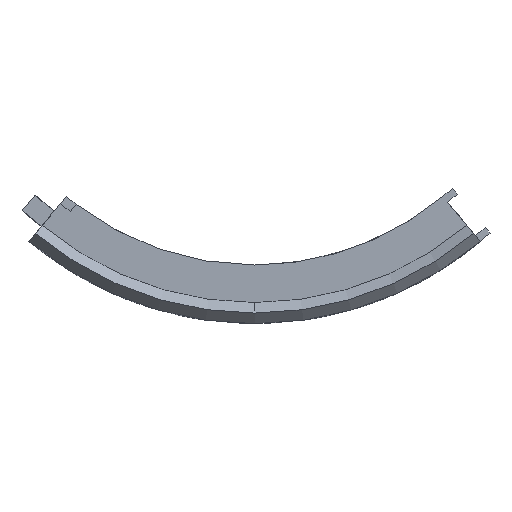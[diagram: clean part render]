
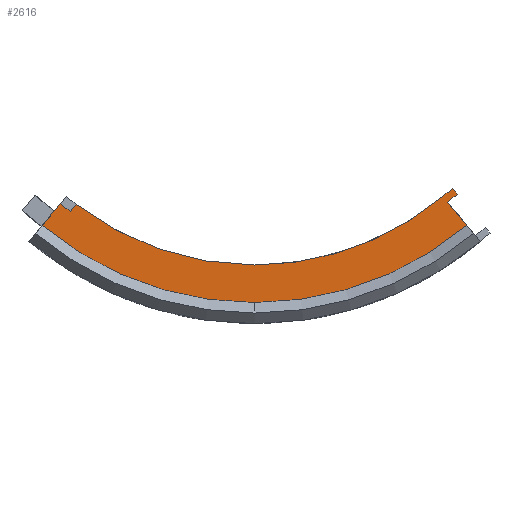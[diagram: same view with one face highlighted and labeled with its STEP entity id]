
A CAD part, front view. The second image highlights one B-rep face of the part: STEP entity #2616.
In plain terms, the highlighted planar face has unit normal (0, -1, 0).
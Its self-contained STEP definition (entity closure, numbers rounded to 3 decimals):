
#12 = EDGE_CURVE ( 'NONE', #2584, #3110, #2195, .T. ) ;
#26 = ORIENTED_EDGE ( 'NONE', *, *, #958, .F. ) ;
#133 = CARTESIAN_POINT ( 'NONE',  ( 0., -5., -79. ) ) ;
#154 = DIRECTION ( 'NONE',  ( 0., -1., 0. ) ) ;
#155 = PLANE ( 'NONE',  #1137 ) ;
#363 = EDGE_CURVE ( 'NONE', #2523, #733, #4064, .T. ) ;
#402 = AXIS2_PLACEMENT_3D ( 'NONE', #2431, #2079, #2471 ) ;
#527 = DIRECTION ( 'NONE',  ( -0.766, 0., 0.643 ) ) ;
#564 = CARTESIAN_POINT ( 'NONE',  ( 0., -5., 0. ) ) ;
#574 = AXIS2_PLACEMENT_3D ( 'NONE', #3142, #2792, #3508 ) ;
#593 = ORIENTED_EDGE ( 'NONE', *, *, #363, .T. ) ;
#703 = CARTESIAN_POINT ( 'NONE',  ( 47.293, -5., -51.695 ) ) ;
#714 = AXIS2_PLACEMENT_3D ( 'NONE', #3507, #154, #4145 ) ;
#733 = VERTEX_POINT ( 'NONE', #2707 ) ;
#869 = VERTEX_POINT ( 'NONE', #2245 ) ;
#922 = DIRECTION ( 'NONE',  ( -0.766, 0., -0.643 ) ) ;
#935 = VERTEX_POINT ( 'NONE', #2859 ) ;
#958 = EDGE_CURVE ( 'NONE', #2724, #2790, #4123, .T. ) ;
#1017 = EDGE_CURVE ( 'NONE', #2584, #869, #2769, .T. ) ;
#1038 = CIRCLE ( 'NONE', #402, 79. ) ;
#1084 = CARTESIAN_POINT ( 'NONE',  ( -44.995, -5., -53.623 ) ) ;
#1112 = CARTESIAN_POINT ( 'NONE',  ( 47.293, -5., -51.695 ) ) ;
#1137 = AXIS2_PLACEMENT_3D ( 'NONE', #1260, #1637, #2877 ) ;
#1147 = DIRECTION ( 'NONE',  ( -0.643, 0., -0.766 ) ) ;
#1161 = CARTESIAN_POINT ( 'NONE',  ( 48.45, -5., -53.074 ) ) ;
#1176 = EDGE_CURVE ( 'NONE', #2411, #1780, #2672, .T. ) ;
#1182 = ORIENTED_EDGE ( 'NONE', *, *, #1176, .F. ) ;
#1195 = DIRECTION ( 'NONE',  ( 0.643, 0., 0.766 ) ) ;
#1206 = ORIENTED_EDGE ( 'NONE', *, *, #2058, .F. ) ;
#1207 = CARTESIAN_POINT ( 'NONE',  ( 44.995, -5., -53.623 ) ) ;
#1224 = VECTOR ( 'NONE', #4147, 1000. ) ;
#1256 = CARTESIAN_POINT ( 'NONE',  ( -50.78, -5., -60.518 ) ) ;
#1260 = CARTESIAN_POINT ( 'NONE',  ( -44.995, -5., -53.623 ) ) ;
#1277 = CIRCLE ( 'NONE', #574, 70. ) ;
#1344 = EDGE_CURVE ( 'NONE', #2724, #1780, #3961, .T. ) ;
#1537 = AXIS2_PLACEMENT_3D ( 'NONE', #564, #3240, #1950 ) ;
#1558 = ORIENTED_EDGE ( 'NONE', *, *, #2512, .F. ) ;
#1637 = DIRECTION ( 'NONE',  ( 0., -1., 0. ) ) ;
#1668 = EDGE_CURVE ( 'NONE', #3110, #1883, #3378, .T. ) ;
#1698 = VECTOR ( 'NONE', #922, 1000. ) ;
#1732 = DIRECTION ( 'NONE',  ( -0.766, 0., -0.643 ) ) ;
#1762 = CARTESIAN_POINT ( 'NONE',  ( 44.995, -5., -53.623 ) ) ;
#1780 = VERTEX_POINT ( 'NONE', #1762 ) ;
#1796 = DIRECTION ( 'NONE',  ( 0.643, 0., -0.766 ) ) ;
#1883 = VERTEX_POINT ( 'NONE', #1256 ) ;
#1892 = ORIENTED_EDGE ( 'NONE', *, *, #1344, .T. ) ;
#1950 = DIRECTION ( 'NONE',  ( 0., 0., -1. ) ) ;
#2043 = ORIENTED_EDGE ( 'NONE', *, *, #3022, .F. ) ;
#2058 = EDGE_CURVE ( 'NONE', #935, #733, #3172, .T. ) ;
#2079 = DIRECTION ( 'NONE',  ( 0., -1., 0. ) ) ;
#2105 = LINE ( 'NONE', #1161, #2532 ) ;
#2195 = LINE ( 'NONE', #2462, #2558 ) ;
#2245 = CARTESIAN_POINT ( 'NONE',  ( -42.656, -5., -55.502 ) ) ;
#2334 = CARTESIAN_POINT ( 'NONE',  ( 48.45, -5., -53.074 ) ) ;
#2411 = VERTEX_POINT ( 'NONE', #2685 ) ;
#2412 = CARTESIAN_POINT ( 'NONE',  ( -46.409, -5., -55.308 ) ) ;
#2431 = CARTESIAN_POINT ( 'NONE',  ( 0., -5., 0. ) ) ;
#2462 = CARTESIAN_POINT ( 'NONE',  ( -44.111, -5., -57.237 ) ) ;
#2471 = DIRECTION ( 'NONE',  ( 0., 0., -1. ) ) ;
#2512 = EDGE_CURVE ( 'NONE', #869, #2411, #1277, .T. ) ;
#2523 = VERTEX_POINT ( 'NONE', #133 ) ;
#2532 = VECTOR ( 'NONE', #1732, 1000. ) ;
#2558 = VECTOR ( 'NONE', #527, 1000. ) ;
#2583 = CARTESIAN_POINT ( 'NONE',  ( 47.293, -5., -51.695 ) ) ;
#2584 = VERTEX_POINT ( 'NONE', #3185 ) ;
#2616 = ADVANCED_FACE ( 'NONE', ( #3483 ), #155, .T. ) ;
#2672 = CIRCLE ( 'NONE', #714, 70. ) ;
#2685 = CARTESIAN_POINT ( 'NONE',  ( 0., -5., -70. ) ) ;
#2707 = CARTESIAN_POINT ( 'NONE',  ( 50.78, -5., -60.518 ) ) ;
#2724 = VERTEX_POINT ( 'NONE', #703 ) ;
#2757 = VECTOR ( 'NONE', #1195, 1000. ) ;
#2769 = LINE ( 'NONE', #4189, #2757 ) ;
#2790 = VERTEX_POINT ( 'NONE', #2334 ) ;
#2792 = DIRECTION ( 'NONE',  ( 0., -1., 0. ) ) ;
#2859 = CARTESIAN_POINT ( 'NONE',  ( 46.152, -5., -55.002 ) ) ;
#2877 = DIRECTION ( 'NONE',  ( 0., 0., -1. ) ) ;
#3006 = EDGE_LOOP ( 'NONE', ( #3862, #3222, #3076, #593, #1206, #2043, #26, #1892, #1182, #1558, #3177 ) ) ;
#3022 = EDGE_CURVE ( 'NONE', #2790, #935, #2105, .T. ) ;
#3076 = ORIENTED_EDGE ( 'NONE', *, *, #3359, .T. ) ;
#3110 = VERTEX_POINT ( 'NONE', #2412 ) ;
#3142 = CARTESIAN_POINT ( 'NONE',  ( 0., -5., 0. ) ) ;
#3172 = LINE ( 'NONE', #1207, #3389 ) ;
#3177 = ORIENTED_EDGE ( 'NONE', *, *, #1017, .F. ) ;
#3185 = CARTESIAN_POINT ( 'NONE',  ( -44.111, -5., -57.237 ) ) ;
#3222 = ORIENTED_EDGE ( 'NONE', *, *, #1668, .T. ) ;
#3240 = DIRECTION ( 'NONE',  ( 0., -1., 0. ) ) ;
#3320 = VECTOR ( 'NONE', #1147, 1000. ) ;
#3359 = EDGE_CURVE ( 'NONE', #1883, #2523, #1038, .T. ) ;
#3378 = LINE ( 'NONE', #1084, #3320 ) ;
#3389 = VECTOR ( 'NONE', #1796, 1000. ) ;
#3483 = FACE_OUTER_BOUND ( 'NONE', #3006, .T. ) ;
#3507 = CARTESIAN_POINT ( 'NONE',  ( 0., -5., 0. ) ) ;
#3508 = DIRECTION ( 'NONE',  ( 0., 0., -1. ) ) ;
#3862 = ORIENTED_EDGE ( 'NONE', *, *, #12, .T. ) ;
#3961 = LINE ( 'NONE', #2583, #1698 ) ;
#4064 = CIRCLE ( 'NONE', #1537, 79. ) ;
#4123 = LINE ( 'NONE', #1112, #1224 ) ;
#4145 = DIRECTION ( 'NONE',  ( 0., 0., -1. ) ) ;
#4147 = DIRECTION ( 'NONE',  ( 0.643, 0., -0.766 ) ) ;
#4189 = CARTESIAN_POINT ( 'NONE',  ( -41.411, -5., -54.019 ) ) ;
